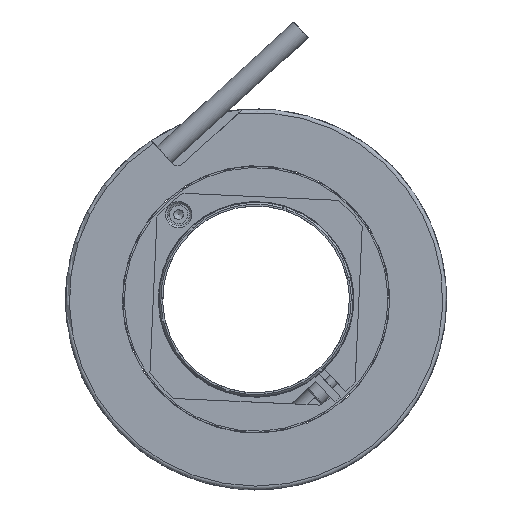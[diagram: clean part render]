
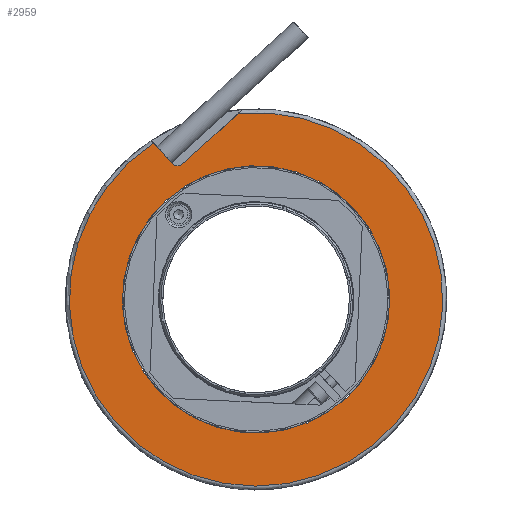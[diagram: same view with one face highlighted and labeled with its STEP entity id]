
A CAD part, left-side view. The second image highlights one B-rep face of the part: STEP entity #2959.
In plain terms, the highlighted planar face has unit normal (-1, 0, 0).
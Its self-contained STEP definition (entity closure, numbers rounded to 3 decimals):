
#200=LINE($,#4859,#389);
#202=LINE($,#4867,#391);
#389=VECTOR($,#3798,7.356);
#391=VECTOR($,#3808,20.);
#547=PLANE($,#3270);
#649=FACE_BOUND($,#939,.T.);
#650=FACE_BOUND($,#940,.T.);
#939=EDGE_LOOP($,(#2331));
#940=EDGE_LOOP($,(#2332,#2333,#2334,#2335));
#1160=CIRCLE($,#3257,2.);
#1166=CIRCLE($,#3268,50.);
#1168=CIRCLE($,#3271,35.8);
#1380=VERTEX_POINT($,#4834);
#1381=VERTEX_POINT($,#4836);
#1386=VERTEX_POINT($,#4848);
#1388=VERTEX_POINT($,#4866);
#1392=VERTEX_POINT($,#4889);
#1764=EDGE_CURVE($,#1380,#1381,#1160,.T.);
#1771=EDGE_CURVE($,#1380,#1386,#200,.T.);
#1775=EDGE_CURVE($,#1388,#1381,#202,.T.);
#1780=EDGE_CURVE($,#1388,#1386,#1166,.T.);
#1782=EDGE_CURVE($,#1392,#1392,#1168,.T.);
#2331=ORIENTED_EDGE($,*,*,#1782,.T.);
#2332=ORIENTED_EDGE($,*,*,#1780,.F.);
#2333=ORIENTED_EDGE($,*,*,#1775,.T.);
#2334=ORIENTED_EDGE($,*,*,#1764,.F.);
#2335=ORIENTED_EDGE($,*,*,#1771,.T.);
#2959=ADVANCED_FACE($,(#649,#650),#547,.F.);
#3257=AXIS2_PLACEMENT_3D($,#4837,#3788,#3789);
#3268=AXIS2_PLACEMENT_3D($,#4886,#3818,#3819);
#3270=AXIS2_PLACEMENT_3D($,#4888,#3822,#3823);
#3271=AXIS2_PLACEMENT_3D($,#4890,#3824,#3825);
#3788=DIRECTION('center_axis',(-1.,0.,0.));
#3789=DIRECTION('ref_axis',(0.,0.045,-0.999));
#3798=DIRECTION($,(0.,0.674,0.738));
#3808=DIRECTION($,(0.,0.738,-0.674));
#3818=DIRECTION('center_axis',(1.,0.,0.));
#3819=DIRECTION('ref_axis',(0.,-0.321,-0.947));
#3822=DIRECTION('center_axis',(1.,0.,0.));
#3823=DIRECTION('ref_axis',(0.,0.738,-0.674));
#3824=DIRECTION('center_axis',(1.,0.,0.));
#3825=DIRECTION('ref_axis',(0.,-0.674,-0.738));
#4834=CARTESIAN_POINT('',(50.498,682.906,1020.921));
#4836=CARTESIAN_POINT('',(50.498,680.08,1020.792));
#4837=CARTESIAN_POINT('Origin',(50.498,681.429,1022.269));
#4848=CARTESIAN_POINT('',(50.498,687.866,1026.353));
#4859=CARTESIAN_POINT($,(50.498,668.071,1004.675));
#4866=CARTESIAN_POINT('',(50.498,665.312,1034.279));
#4867=CARTESIAN_POINT($,(50.498,672.173,1028.013));
#4886=CARTESIAN_POINT('Origin',(50.498,660.492,984.512));
#4888=CARTESIAN_POINT('Origin',(50.498,660.492,984.512));
#4889=CARTESIAN_POINT('',(50.498,684.633,1010.948));
#4890=CARTESIAN_POINT('Origin',(50.498,660.492,984.512));
